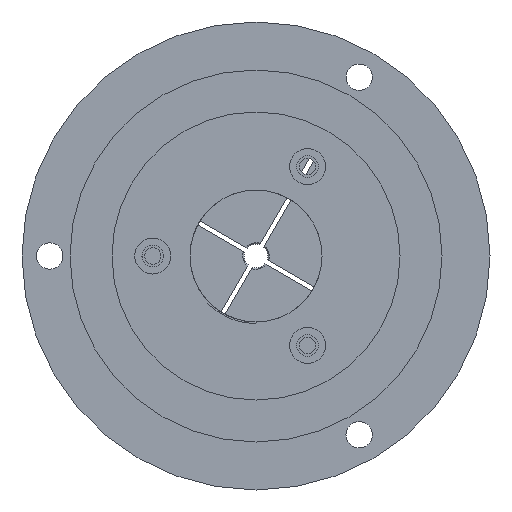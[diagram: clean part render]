
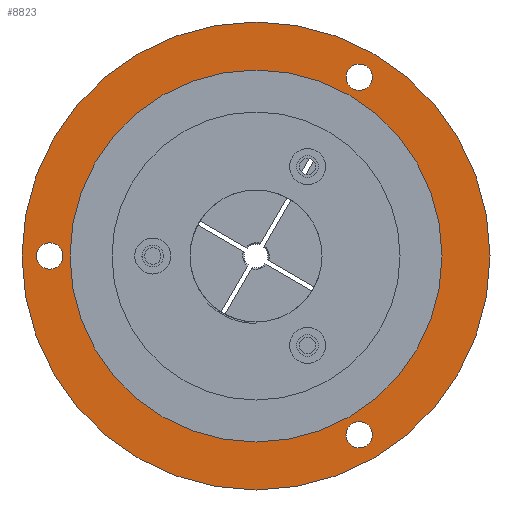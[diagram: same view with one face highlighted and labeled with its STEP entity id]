
A CAD part, left-side view. The second image highlights one B-rep face of the part: STEP entity #8823.
In plain terms, the highlighted planar face has unit normal (-1, 0, 0).
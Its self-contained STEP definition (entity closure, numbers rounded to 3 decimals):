
#112 = CIRCLE ( 'NONE', #15405, 97.5 ) ;
#175 = CARTESIAN_POINT ( 'NONE',  ( -120.377, 0., 0. ) ) ;
#361 = CIRCLE ( 'NONE', #2585, 5.5 ) ;
#543 = VERTEX_POINT ( 'NONE', #14399 ) ;
#692 = DIRECTION ( 'NONE',  ( 0., -1., 0. ) ) ;
#1095 = CARTESIAN_POINT ( 'NONE',  ( -120.377, -43., -68.978 ) ) ;
#1157 = EDGE_LOOP ( 'NONE', ( #10790, #10811 ) ) ;
#1176 = CIRCLE ( 'NONE', #11747, 77.5 ) ;
#1375 = VERTEX_POINT ( 'NONE', #15204 ) ;
#1659 = CARTESIAN_POINT ( 'NONE',  ( -120.377, 97.5, 0. ) ) ;
#1897 = EDGE_CURVE ( 'NONE', #7817, #9998, #361, .T. ) ;
#1921 = EDGE_CURVE ( 'NONE', #543, #8773, #15396, .T. ) ;
#1996 = AXIS2_PLACEMENT_3D ( 'NONE', #10766, #7969, #14694 ) ;
#2165 = CARTESIAN_POINT ( 'NONE',  ( -120.377, 86., 0. ) ) ;
#2560 = CARTESIAN_POINT ( 'NONE',  ( -120.377, 0., 0. ) ) ;
#2582 = EDGE_LOOP ( 'NONE', ( #16343, #5918 ) ) ;
#2585 = AXIS2_PLACEMENT_3D ( 'NONE', #2165, #7476, #13937 ) ;
#2606 = DIRECTION ( 'NONE',  ( 0., 1., 0. ) ) ;
#2950 = DIRECTION ( 'NONE',  ( 1., 0., 0. ) ) ;
#3296 = CARTESIAN_POINT ( 'NONE',  ( -120.377, -43., 74.478 ) ) ;
#3403 = CARTESIAN_POINT ( 'NONE',  ( -120.377, -43., 74.478 ) ) ;
#3486 = DIRECTION ( 'NONE',  ( -1., 0., 0. ) ) ;
#3520 = FACE_OUTER_BOUND ( 'NONE', #15056, .T. ) ;
#3550 = CARTESIAN_POINT ( 'NONE',  ( -120.377, 0., 0. ) ) ;
#3787 = VERTEX_POINT ( 'NONE', #11436 ) ;
#4505 = ORIENTED_EDGE ( 'NONE', *, *, #1921, .F. ) ;
#4551 = CARTESIAN_POINT ( 'NONE',  ( -120.377, 86., 5.5 ) ) ;
#4595 = EDGE_CURVE ( 'NONE', #16539, #8884, #10652, .T. ) ;
#4653 = AXIS2_PLACEMENT_3D ( 'NONE', #15304, #16709, #5874 ) ;
#4671 = AXIS2_PLACEMENT_3D ( 'NONE', #3550, #7822, #15768 ) ;
#4714 = CARTESIAN_POINT ( 'NONE',  ( -120.377, 86., -5.5 ) ) ;
#5216 = EDGE_CURVE ( 'NONE', #15517, #1375, #112, .T. ) ;
#5309 = ORIENTED_EDGE ( 'NONE', *, *, #7866, .F. ) ;
#5433 = DIRECTION ( 'NONE',  ( 1., 0., 0. ) ) ;
#5633 = CARTESIAN_POINT ( 'NONE',  ( -120.377, -43., -74.478 ) ) ;
#5874 = DIRECTION ( 'NONE',  ( 0., -1., 0. ) ) ;
#5918 = ORIENTED_EDGE ( 'NONE', *, *, #9181, .T. ) ;
#5964 = CARTESIAN_POINT ( 'NONE',  ( -120.377, -43., 68.978 ) ) ;
#6469 = EDGE_CURVE ( 'NONE', #8884, #16539, #12853, .T. ) ;
#6657 = DIRECTION ( 'NONE',  ( 1., 0., 0. ) ) ;
#6941 = EDGE_LOOP ( 'NONE', ( #5309, #4505 ) ) ;
#7436 = CIRCLE ( 'NONE', #4653, 5.5 ) ;
#7476 = DIRECTION ( 'NONE',  ( -1., 0., 0. ) ) ;
#7574 = AXIS2_PLACEMENT_3D ( 'NONE', #5633, #12358, #16553 ) ;
#7817 = VERTEX_POINT ( 'NONE', #4714 ) ;
#7822 = DIRECTION ( 'NONE',  ( 1., 0., 0. ) ) ;
#7866 = EDGE_CURVE ( 'NONE', #8773, #543, #8752, .T. ) ;
#7969 = DIRECTION ( 'NONE',  ( -1., 0., 0. ) ) ;
#8249 = AXIS2_PLACEMENT_3D ( 'NONE', #1659, #9594, #13042 ) ;
#8663 = FACE_BOUND ( 'NONE', #14207, .T. ) ;
#8721 = DIRECTION ( 'NONE',  ( 0., -1., 0. ) ) ;
#8752 = CIRCLE ( 'NONE', #9873, 5.5 ) ;
#8773 = VERTEX_POINT ( 'NONE', #5964 ) ;
#8823 = ADVANCED_FACE ( 'NONE', ( #10324, #12949, #8663, #11638, #3520 ), #11546, .T. ) ;
#8884 = VERTEX_POINT ( 'NONE', #1095 ) ;
#8923 = CARTESIAN_POINT ( 'NONE',  ( -120.377, -43., -79.978 ) ) ;
#9001 = CARTESIAN_POINT ( 'NONE',  ( -120.377, -97.5, 0. ) ) ;
#9181 = EDGE_CURVE ( 'NONE', #3787, #13111, #14669, .T. ) ;
#9377 = ORIENTED_EDGE ( 'NONE', *, *, #5216, .F. ) ;
#9594 = DIRECTION ( 'NONE',  ( -1., 0., 0. ) ) ;
#9703 = CARTESIAN_POINT ( 'NONE',  ( -120.377, 77.5, 0. ) ) ;
#9873 = AXIS2_PLACEMENT_3D ( 'NONE', #3403, #3486, #8721 ) ;
#9998 = VERTEX_POINT ( 'NONE', #4551 ) ;
#10112 = ORIENTED_EDGE ( 'NONE', *, *, #10325, .F. ) ;
#10324 = FACE_BOUND ( 'NONE', #1157, .T. ) ;
#10325 = EDGE_CURVE ( 'NONE', #1375, #15517, #11634, .T. ) ;
#10652 = CIRCLE ( 'NONE', #7574, 5.5 ) ;
#10766 = CARTESIAN_POINT ( 'NONE',  ( -120.377, -43., -74.478 ) ) ;
#10790 = ORIENTED_EDGE ( 'NONE', *, *, #4595, .F. ) ;
#10811 = ORIENTED_EDGE ( 'NONE', *, *, #6469, .F. ) ;
#10848 = DIRECTION ( 'NONE',  ( 0., 1., 0. ) ) ;
#11436 = CARTESIAN_POINT ( 'NONE',  ( -120.377, -77.5, 0. ) ) ;
#11546 = PLANE ( 'NONE',  #8249 ) ;
#11634 = CIRCLE ( 'NONE', #4671, 97.5 ) ;
#11638 = FACE_BOUND ( 'NONE', #2582, .T. ) ;
#11747 = AXIS2_PLACEMENT_3D ( 'NONE', #2560, #5433, #10848 ) ;
#11902 = CARTESIAN_POINT ( 'NONE',  ( -120.377, 0., 0. ) ) ;
#12358 = DIRECTION ( 'NONE',  ( -1., 0., 0. ) ) ;
#12424 = EDGE_CURVE ( 'NONE', #9998, #7817, #7436, .T. ) ;
#12611 = AXIS2_PLACEMENT_3D ( 'NONE', #3296, #15334, #692 ) ;
#12853 = CIRCLE ( 'NONE', #1996, 5.5 ) ;
#12949 = FACE_BOUND ( 'NONE', #6941, .T. ) ;
#13042 = DIRECTION ( 'NONE',  ( 0., -1., 0. ) ) ;
#13111 = VERTEX_POINT ( 'NONE', #9703 ) ;
#13127 = DIRECTION ( 'NONE',  ( 0., 1., 0. ) ) ;
#13736 = ORIENTED_EDGE ( 'NONE', *, *, #1897, .F. ) ;
#13937 = DIRECTION ( 'NONE',  ( 0., -1., 0. ) ) ;
#14207 = EDGE_LOOP ( 'NONE', ( #13736, #15697 ) ) ;
#14399 = CARTESIAN_POINT ( 'NONE',  ( -120.377, -43., 79.978 ) ) ;
#14669 = CIRCLE ( 'NONE', #16071, 77.5 ) ;
#14694 = DIRECTION ( 'NONE',  ( 0., -1., 0. ) ) ;
#15056 = EDGE_LOOP ( 'NONE', ( #10112, #9377 ) ) ;
#15204 = CARTESIAN_POINT ( 'NONE',  ( -120.377, 97.5, 0. ) ) ;
#15304 = CARTESIAN_POINT ( 'NONE',  ( -120.377, 86., 0. ) ) ;
#15334 = DIRECTION ( 'NONE',  ( -1., 0., 0. ) ) ;
#15396 = CIRCLE ( 'NONE', #12611, 5.5 ) ;
#15405 = AXIS2_PLACEMENT_3D ( 'NONE', #11902, #6657, #13127 ) ;
#15517 = VERTEX_POINT ( 'NONE', #9001 ) ;
#15697 = ORIENTED_EDGE ( 'NONE', *, *, #12424, .F. ) ;
#15768 = DIRECTION ( 'NONE',  ( 0., 1., 0. ) ) ;
#16071 = AXIS2_PLACEMENT_3D ( 'NONE', #175, #2950, #2606 ) ;
#16343 = ORIENTED_EDGE ( 'NONE', *, *, #16760, .T. ) ;
#16539 = VERTEX_POINT ( 'NONE', #8923 ) ;
#16553 = DIRECTION ( 'NONE',  ( 0., -1., 0. ) ) ;
#16709 = DIRECTION ( 'NONE',  ( -1., 0., 0. ) ) ;
#16760 = EDGE_CURVE ( 'NONE', #13111, #3787, #1176, .T. ) ;
